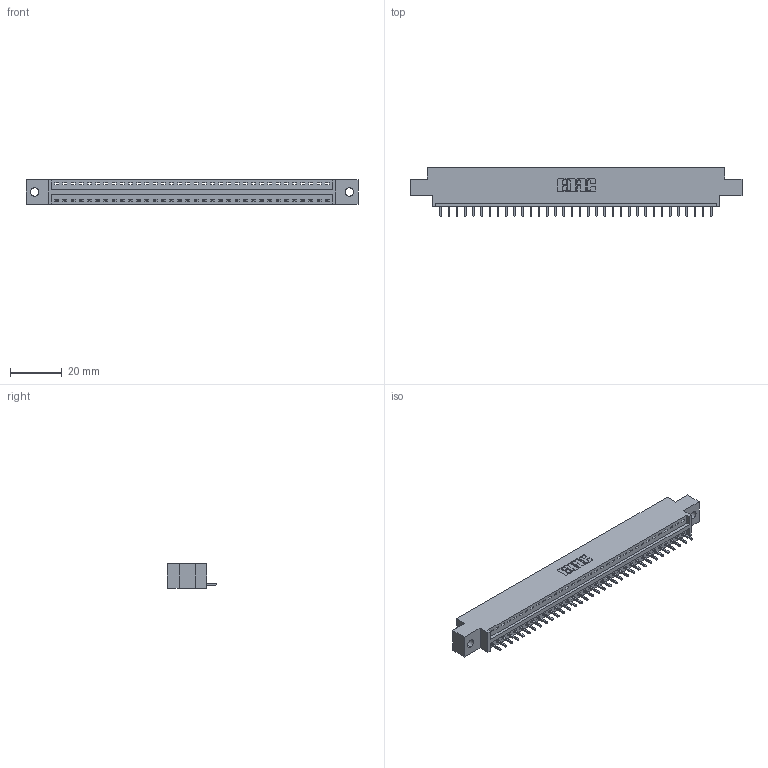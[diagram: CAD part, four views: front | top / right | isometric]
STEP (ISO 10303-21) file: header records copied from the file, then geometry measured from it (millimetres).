
FILE_DESCRIPTION (( 'STEP AP203' ), '1' );
FILE_NAME ('396-034-521-602.STEP', '2018-09-06T00:08:13', ( '' ), ( '' ), 'SwSTEP 2.0', 'SolidWorks 2016', '' );
FILE_SCHEMA (( 'CONFIG_CONTROL_DESIGN' ));
Length unit declared in the file: inch
Products named in the file (3): 346 Part_0.170 Offset - 0.128 Dia; 345-292-001_345-293-121; 396-034-521-602
Assembly tree (35 placements, depth 2):
  396-034-521-602
    346 Part_0.170 Offset - 0.128 Dia
    345-292-001_345-293-121  x34
Bounding box: 128.52 x 19.05 x 9.4 mm (x, y, z)
Volume: 11959.4 mm3; surface area: 14365.8 mm2
Topology: 35 solids, 35 shells, 2098 faces, 6325 edges, 4170 vertices
Faces by surface type: plane 1440, cylinder 658
Entity records: 22331 total; most frequent: CARTESIAN_POINT 3838, ORIENTED_EDGE 3806, DIRECTION 3395, EDGE_CURVE 1903, VECTOR 1635, LINE 1635, VERTEX_POINT 1266, AXIS2_PLACEMENT_3D 880
